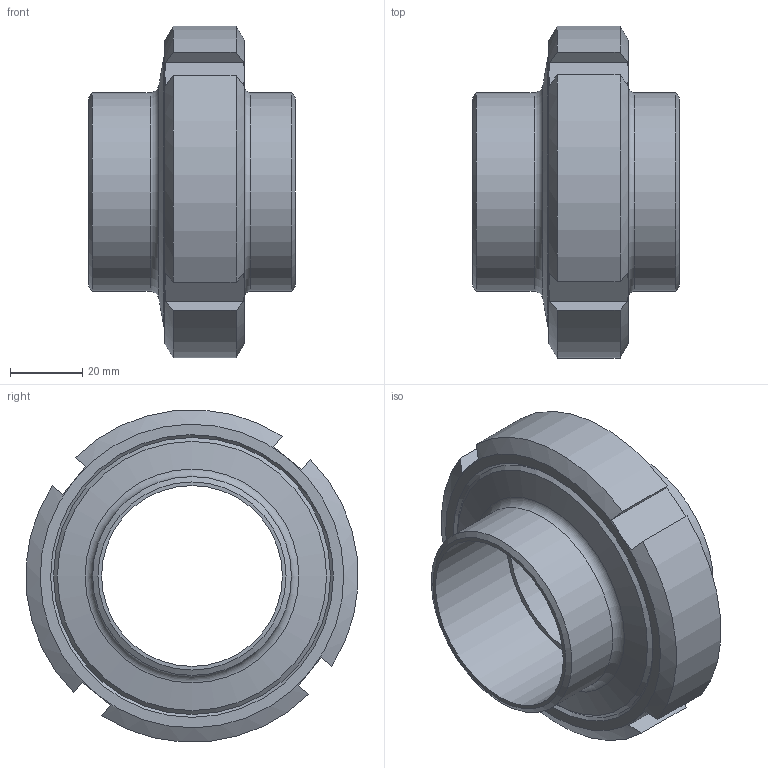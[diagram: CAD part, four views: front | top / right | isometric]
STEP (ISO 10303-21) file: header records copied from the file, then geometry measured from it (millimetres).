
FILE_DESCRIPTION(/* description */ (''),/* implementation_level */ '2;1');
FILE_NAME(/* name */ '20122050000.stp',/* time_stamp */ '2016-03-04T07:54:22+01:00',/* author */ ('Struska'),/* organization */ ('BUPOSPOL'),/* preprocessor_version */ 'ST-DEVELOPER v15.6',/* originating_system */ 'Autodesk Inventor 2015',/* authorisation */ '');
FILE_SCHEMA (('CONFIG_CONTROL_DESIGN'));
Length unit declared in the file: millimetre
Products named in the file (1): 20122050000
Bounding box: 57 x 91.8 x 91.8 mm (x, y, z)
Volume: 105933.5 mm3; surface area: 39592.3 mm2
Topology: 1 solids, 2 shells, 55 faces, 123 edges, 77 vertices
Faces by surface type: plane 21, cone 18, cylinder 12, torus 4
Full cylindrical faces by diameter (mm): 50 x2, 54 x1, 55 x2, 61 x1, 62 x1, 78 x1
Entity records: 1410 total; most frequent: CARTESIAN_POINT 284, DIRECTION 220, ORIENTED_EDGE 188, AXIS2_PLACEMENT_3D 102, EDGE_CURVE 94, EDGE_LOOP 86, VERTEX_POINT 70, STYLED_ITEM 56
